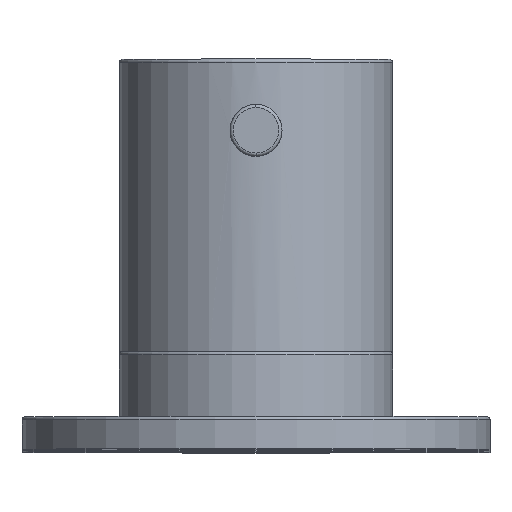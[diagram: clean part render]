
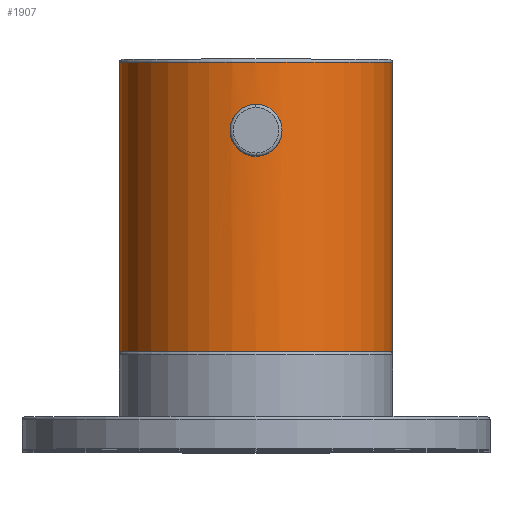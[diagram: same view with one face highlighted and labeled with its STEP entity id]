
A CAD part, top view. The second image highlights one B-rep face of the part: STEP entity #1907.
In plain terms, the highlighted cylindrical face has radius 21 mm (diameter 42 mm), a partial arc.
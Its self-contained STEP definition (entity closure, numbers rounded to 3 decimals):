
#1661=DIRECTION('',(0.,1.,0.));
#1662=VECTOR('',#1661,44.5);
#1663=CARTESIAN_POINT('',(21.,15.,150.));
#1664=LINE('',#1663,#1662);
#1665=CARTESIAN_POINT('',(0.,59.5,150.));
#1666=DIRECTION('',(0.,1.,0.));
#1667=DIRECTION('',(-1.,0.,0.));
#1668=AXIS2_PLACEMENT_3D('',#1665,#1666,#1667);
#1670=DIRECTION('',(0.,1.,0.));
#1671=VECTOR('',#1670,44.5);
#1672=CARTESIAN_POINT('',(-21.,15.,150.));
#1673=LINE('',#1672,#1671);
#1674=CARTESIAN_POINT('',(0.,45.,171.));
#1675=CARTESIAN_POINT('',(0.434,45.,171.));
#1676=CARTESIAN_POINT('',(1.261,45.13,170.974));
#1677=CARTESIAN_POINT('',(2.46,45.754,170.865));
#1678=CARTESIAN_POINT('',(3.35,46.692,170.735));
#1679=CARTESIAN_POINT('',(3.906,47.867,170.635));
#1680=CARTESIAN_POINT('',(4.053,49.073,170.605));
#1681=CARTESIAN_POINT('',(3.88,50.138,170.639));
#1682=CARTESIAN_POINT('',(3.475,51.066,170.713));
#1683=CARTESIAN_POINT('',(2.843,51.876,170.811));
#1684=CARTESIAN_POINT('',(2.004,52.517,170.911));
#1685=CARTESIAN_POINT('',(1.005,52.918,170.984));
#1686=CARTESIAN_POINT('',(0.34,53.,171.));
#1687=CARTESIAN_POINT('',(0.,53.,171.));
#1689=CARTESIAN_POINT('',(0.,53.,171.));
#1690=CARTESIAN_POINT('',(-0.436,53.,171.));
#1691=CARTESIAN_POINT('',(-1.265,52.869,170.974));
#1692=CARTESIAN_POINT('',(-2.468,52.241,170.864));
#1693=CARTESIAN_POINT('',(-3.358,51.297,170.734));
#1694=CARTESIAN_POINT('',(-3.91,50.119,170.634));
#1695=CARTESIAN_POINT('',(-4.053,48.913,170.605));
#1696=CARTESIAN_POINT('',(-3.877,47.85,170.64));
#1697=CARTESIAN_POINT('',(-3.469,46.926,170.714));
#1698=CARTESIAN_POINT('',(-2.838,46.118,170.812));
#1699=CARTESIAN_POINT('',(-1.999,45.48,170.912));
#1700=CARTESIAN_POINT('',(-1.002,45.082,170.984));
#1701=CARTESIAN_POINT('',(-0.34,45.,171.));
#1702=CARTESIAN_POINT('',(0.,45.,171.));
#1709=CARTESIAN_POINT('',(0.,15.,150.));
#1710=DIRECTION('',(0.,1.,0.));
#1711=DIRECTION('',(-1.,0.,0.));
#1712=AXIS2_PLACEMENT_3D('',#1709,#1710,#1711);
#1804=CARTESIAN_POINT('',(21.,15.,150.));
#1805=CARTESIAN_POINT('',(-21.,15.,150.));
#1806=VERTEX_POINT('',#1804);
#1807=VERTEX_POINT('',#1805);
#1820=CARTESIAN_POINT('',(-21.,59.5,150.));
#1821=CARTESIAN_POINT('',(21.,59.5,150.));
#1822=VERTEX_POINT('',#1820);
#1823=VERTEX_POINT('',#1821);
#1824=VERTEX_POINT('',#1674);
#1825=VERTEX_POINT('',#1687);
#1889=CARTESIAN_POINT('',(0.,15.,150.));
#1890=DIRECTION('',(0.,1.,0.));
#1891=DIRECTION('',(1.,0.,0.));
#1892=AXIS2_PLACEMENT_3D('',#1889,#1890,#1891);
#1893=CYLINDRICAL_SURFACE('',#1892,21.);
#1894=ORIENTED_EDGE('',*,*,#1854,.T.);
#1895=ORIENTED_EDGE('',*,*,#1884,.F.);
#1897=ORIENTED_EDGE('',*,*,#1896,.F.);
#1898=ORIENTED_EDGE('',*,*,#1880,.T.);
#1899=EDGE_LOOP('',(#1894,#1895,#1897,#1898));
#1900=FACE_OUTER_BOUND('',#1899,.F.);
#1902=ORIENTED_EDGE('',*,*,#1901,.T.);
#1904=ORIENTED_EDGE('',*,*,#1903,.T.);
#1905=EDGE_LOOP('',(#1902,#1904));
#1906=FACE_BOUND('',#1905,.F.);
#1907=ADVANCED_FACE('',(#1900,#1906),#1893,.T.);
#1669=CIRCLE('',#1668,21.);
#1688=B_SPLINE_CURVE_WITH_KNOTS('',3,(#1674,#1675,#1676,#1677,#1678,#1679,#1680,
#1681,#1682,#1683,#1684,#1685,#1686,#1687),.UNSPECIFIED.,.F.,.F.,(4,1,1,1,1,1,1,
1,1,1,1,4),(0.,0.091,0.182,0.273,
0.364,0.455,0.545,0.636,
0.727,0.818,0.909,1.),.UNSPECIFIED.);
#1703=B_SPLINE_CURVE_WITH_KNOTS('',3,(#1689,#1690,#1691,#1692,#1693,#1694,#1695,
#1696,#1697,#1698,#1699,#1700,#1701,#1702),.UNSPECIFIED.,.F.,.F.,(4,1,1,1,1,1,1,
1,1,1,1,4),(0.,0.091,0.182,0.273,
0.364,0.455,0.545,0.636,
0.727,0.818,0.909,1.),.UNSPECIFIED.);
#1713=CIRCLE('',#1712,21.);
#1854=EDGE_CURVE('',#1822,#1823,#1669,.T.);
#1880=EDGE_CURVE('',#1807,#1822,#1673,.T.);
#1884=EDGE_CURVE('',#1806,#1823,#1664,.T.);
#1896=EDGE_CURVE('',#1807,#1806,#1713,.T.);
#1901=EDGE_CURVE('',#1824,#1825,#1688,.T.);
#1903=EDGE_CURVE('',#1825,#1824,#1703,.T.);
